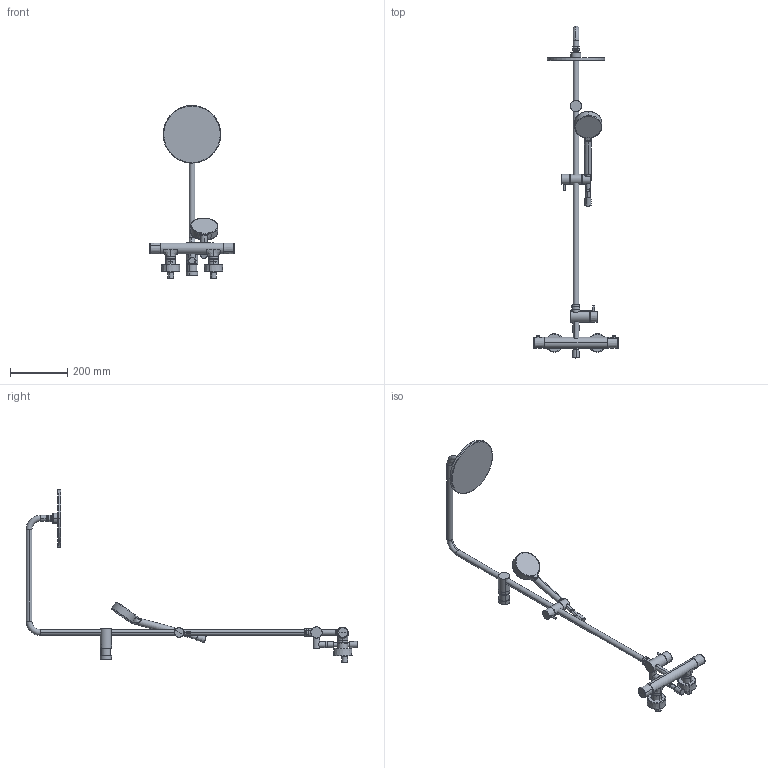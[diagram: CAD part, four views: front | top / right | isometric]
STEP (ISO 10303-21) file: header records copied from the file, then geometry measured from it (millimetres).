
FILE_DESCRIPTION (( 'STEP AP203' ), '1' );
FILE_NAME ('58149103(2021).STEP', '2021-05-24T08:52:14', ( '' ), ( '' ), 'SwSTEP 2.0', 'SolidWorks 2016', '' );
FILE_SCHEMA (( 'CONFIG_CONTROL_DESIGN' ));
Length unit declared in the file: millimetre
Products named in the file (1): 58149103(2021)
Bounding box: 295.6 x 1162.25 x 606.2 mm (x, y, z)
Volume: 2110116.2 mm3; surface area: 397079.6 mm2
Topology: 32 solids, 32 shells, 559 faces, 1234 edges, 742 vertices
Faces by surface type: cylinder 148, bspline 124, plane 120, torus 97, cone 47, sphere 23
Entity records: 30180 total; most frequent: CARTESIAN_POINT 18860, ORIENTED_EDGE 2404, DIRECTION 2169, EDGE_CURVE 1202, AXIS2_PLACEMENT_3D 960, VERTEX_POINT 730, EDGE_LOOP 580, ADVANCED_FACE 558
